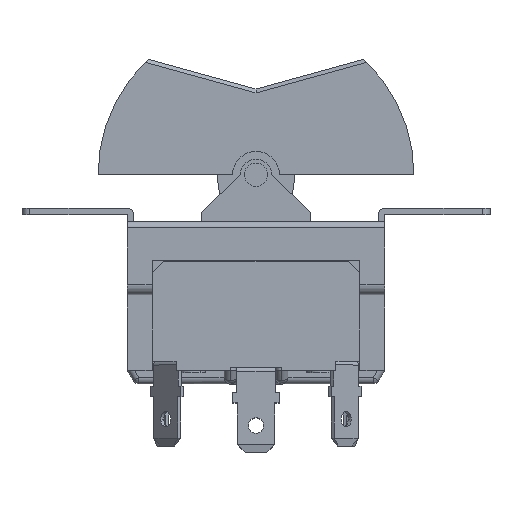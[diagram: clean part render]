
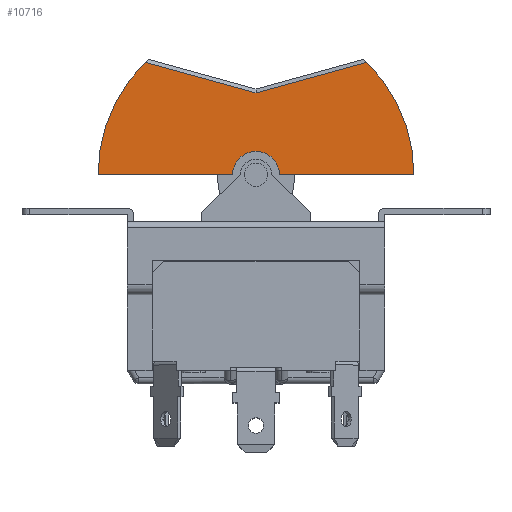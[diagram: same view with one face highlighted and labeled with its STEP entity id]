
A CAD part, top view. The second image highlights one B-rep face of the part: STEP entity #10716.
In plain terms, the highlighted planar face has unit normal (0, 0, 1).
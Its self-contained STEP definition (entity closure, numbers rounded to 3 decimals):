
#5 = EDGE_CURVE ( 'NONE', #12855, #364, #10019, .T. ) ;
#118 = CARTESIAN_POINT ( 'NONE',  ( 0., 0., 8.5 ) ) ;
#125 = AXIS2_PLACEMENT_3D ( 'NONE', #12767, #6394, #3234 ) ;
#146 = VERTEX_POINT ( 'NONE', #4159 ) ;
#362 = CIRCLE ( 'NONE', #125, 20.25 ) ;
#364 = VERTEX_POINT ( 'NONE', #13344 ) ;
#492 = ORIENTED_EDGE ( 'NONE', *, *, #5, .F. ) ;
#649 = ORIENTED_EDGE ( 'NONE', *, *, #8802, .F. ) ;
#899 = ORIENTED_EDGE ( 'NONE', *, *, #7488, .T. ) ;
#1022 = CARTESIAN_POINT ( 'NONE',  ( -3., 0., 8.5 ) ) ;
#1206 = LINE ( 'NONE', #3224, #12991 ) ;
#1251 = DIRECTION ( 'NONE',  ( 1., 0., 0. ) ) ;
#2093 = DIRECTION ( 'NONE',  ( -0.964, 0.265, 0. ) ) ;
#2234 = PLANE ( 'NONE',  #3351 ) ;
#2395 = EDGE_CURVE ( 'NONE', #5029, #7016, #8036, .T. ) ;
#2440 = VECTOR ( 'NONE', #4588, 1000. ) ;
#2907 = CARTESIAN_POINT ( 'NONE',  ( -3., 0., 8.5 ) ) ;
#3224 = CARTESIAN_POINT ( 'NONE',  ( 1., 10.225, 8.5 ) ) ;
#3234 = DIRECTION ( 'NONE',  ( -1., 0., 0. ) ) ;
#3296 = EDGE_LOOP ( 'NONE', ( #649, #10376, #11455, #492, #12950, #5260, #899 ) ) ;
#3351 = AXIS2_PLACEMENT_3D ( 'NONE', #118, #9662, #1251 ) ;
#3812 = EDGE_CURVE ( 'NONE', #364, #7970, #362, .T. ) ;
#3894 = CARTESIAN_POINT ( 'NONE',  ( -1., 10.225, 8.5 ) ) ;
#4114 = CARTESIAN_POINT ( 'NONE',  ( 0., 0., 8.5 ) ) ;
#4159 = CARTESIAN_POINT ( 'NONE',  ( 0., 10.5, 8.5 ) ) ;
#4299 = EDGE_CURVE ( 'NONE', #146, #7970, #1206, .T. ) ;
#4588 = DIRECTION ( 'NONE',  ( 1., 0., 0. ) ) ;
#5029 = VERTEX_POINT ( 'NONE', #13458 ) ;
#5260 = ORIENTED_EDGE ( 'NONE', *, *, #2395, .T. ) ;
#5536 = CARTESIAN_POINT ( 'NONE',  ( 14.226, 14.411, 8.5 ) ) ;
#5571 = CARTESIAN_POINT ( 'NONE',  ( -14.226, 14.411, 8.5 ) ) ;
#5912 = LINE ( 'NONE', #3894, #10204 ) ;
#6394 = DIRECTION ( 'NONE',  ( 0., 0., -1. ) ) ;
#6597 = EDGE_CURVE ( 'NONE', #5029, #12855, #8586, .T. ) ;
#6639 = CARTESIAN_POINT ( 'NONE',  ( 3., 0., 8.5 ) ) ;
#6892 = VERTEX_POINT ( 'NONE', #5536 ) ;
#7016 = VERTEX_POINT ( 'NONE', #8172 ) ;
#7199 = VECTOR ( 'NONE', #12488, 1000. ) ;
#7238 = DIRECTION ( 'NONE',  ( 1., 0., 0. ) ) ;
#7488 = EDGE_CURVE ( 'NONE', #7016, #6892, #8080, .T. ) ;
#7742 = AXIS2_PLACEMENT_3D ( 'NONE', #13607, #11480, #7238 ) ;
#7970 = VERTEX_POINT ( 'NONE', #5571 ) ;
#8036 = LINE ( 'NONE', #6639, #2440 ) ;
#8080 = CIRCLE ( 'NONE', #7742, 20.25 ) ;
#8172 = CARTESIAN_POINT ( 'NONE',  ( 20.25, 0., 8.5 ) ) ;
#8586 = CIRCLE ( 'NONE', #12713, 3. ) ;
#8802 = EDGE_CURVE ( 'NONE', #146, #6892, #5912, .T. ) ;
#9662 = DIRECTION ( 'NONE',  ( 0., 0., 1. ) ) ;
#9837 = FACE_OUTER_BOUND ( 'NONE', #3296, .T. ) ;
#10019 = LINE ( 'NONE', #2907, #7199 ) ;
#10204 = VECTOR ( 'NONE', #12409, 1000. ) ;
#10376 = ORIENTED_EDGE ( 'NONE', *, *, #4299, .T. ) ;
#10716 = ADVANCED_FACE ( 'NONE', ( #9837 ), #2234, .T. ) ;
#11310 = DIRECTION ( 'NONE',  ( 1., 0., 0. ) ) ;
#11455 = ORIENTED_EDGE ( 'NONE', *, *, #3812, .F. ) ;
#11480 = DIRECTION ( 'NONE',  ( 0., 0., 1. ) ) ;
#11503 = DIRECTION ( 'NONE',  ( 0., 0., 1. ) ) ;
#12409 = DIRECTION ( 'NONE',  ( 0.964, 0.265, 0. ) ) ;
#12488 = DIRECTION ( 'NONE',  ( -1., 0., 0. ) ) ;
#12713 = AXIS2_PLACEMENT_3D ( 'NONE', #4114, #11503, #11310 ) ;
#12767 = CARTESIAN_POINT ( 'NONE',  ( 0., 0., 8.5 ) ) ;
#12855 = VERTEX_POINT ( 'NONE', #1022 ) ;
#12950 = ORIENTED_EDGE ( 'NONE', *, *, #6597, .F. ) ;
#12991 = VECTOR ( 'NONE', #2093, 1000. ) ;
#13344 = CARTESIAN_POINT ( 'NONE',  ( -20.25, 0., 8.5 ) ) ;
#13458 = CARTESIAN_POINT ( 'NONE',  ( 3., 0., 8.5 ) ) ;
#13607 = CARTESIAN_POINT ( 'NONE',  ( 0., 0., 8.5 ) ) ;
